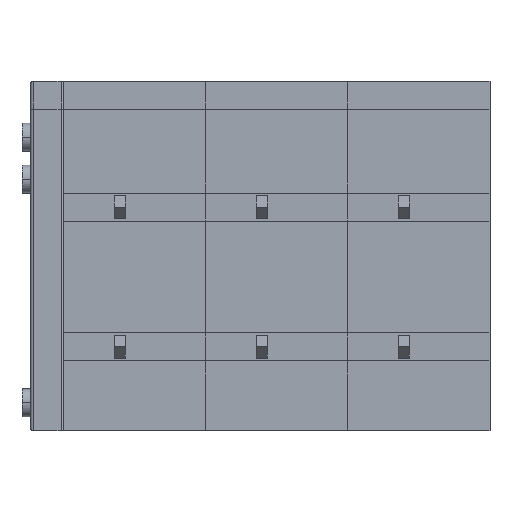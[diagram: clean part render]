
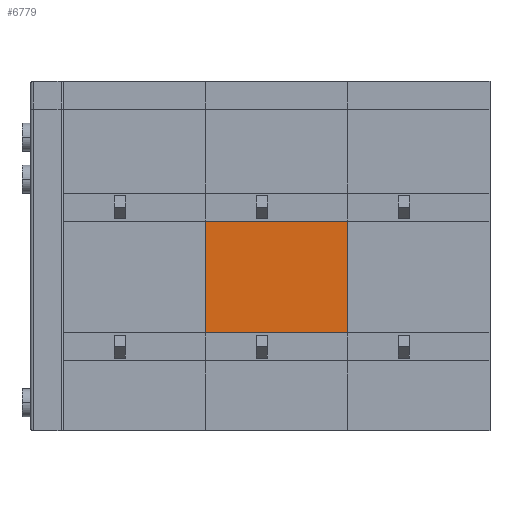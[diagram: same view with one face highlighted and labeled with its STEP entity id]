
A CAD part, front view. The second image highlights one B-rep face of the part: STEP entity #6779.
In plain terms, the highlighted face is planar.
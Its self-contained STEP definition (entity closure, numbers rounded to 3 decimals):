
#218 = VERTEX_POINT ( 'NONE', #4790 ) ;
#245 = VECTOR ( 'NONE', #12873, 1000. ) ;
#821 = LINE ( 'NONE', #8882, #3473 ) ;
#1566 = ORIENTED_EDGE ( 'NONE', *, *, #12553, .T. ) ;
#1705 = CARTESIAN_POINT ( 'NONE',  ( 5.08, -5., 0. ) ) ;
#1713 = DIRECTION ( 'NONE',  ( 0., 1., 0. ) ) ;
#1829 = FACE_OUTER_BOUND ( 'NONE', #4842, .T. ) ;
#1953 = VECTOR ( 'NONE', #1713, 1000. ) ;
#2079 = CARTESIAN_POINT ( 'NONE',  ( 0., -9., 0. ) ) ;
#2419 = LINE ( 'NONE', #8746, #10147 ) ;
#2709 = LINE ( 'NONE', #6855, #1953 ) ;
#3473 = VECTOR ( 'NONE', #6028, 1000. ) ;
#3800 = EDGE_CURVE ( 'NONE', #10470, #218, #5502, .T. ) ;
#3801 = ORIENTED_EDGE ( 'NONE', *, *, #9271, .T. ) ;
#4606 = PLANE ( 'NONE',  #4907 ) ;
#4790 = CARTESIAN_POINT ( 'NONE',  ( 5.08, -9., 0. ) ) ;
#4842 = EDGE_LOOP ( 'NONE', ( #3801, #1566, #12038, #8492 ) ) ;
#4907 = AXIS2_PLACEMENT_3D ( 'NONE', #7729, #8760, #11985 ) ;
#5106 = VERTEX_POINT ( 'NONE', #1705 ) ;
#5502 = LINE ( 'NONE', #12674, #245 ) ;
#6028 = DIRECTION ( 'NONE',  ( -1., 0., 0. ) ) ;
#6638 = CARTESIAN_POINT ( 'NONE',  ( 0., -5., 0. ) ) ;
#6779 = ADVANCED_FACE ( 'NONE', ( #1829 ), #4606, .T. ) ;
#6855 = CARTESIAN_POINT ( 'NONE',  ( 5.08, -5., 0. ) ) ;
#7441 = VERTEX_POINT ( 'NONE', #6638 ) ;
#7729 = CARTESIAN_POINT ( 'NONE',  ( 0., -5., 0. ) ) ;
#8492 = ORIENTED_EDGE ( 'NONE', *, *, #12864, .T. ) ;
#8746 = CARTESIAN_POINT ( 'NONE',  ( 0., 0., 0. ) ) ;
#8760 = DIRECTION ( 'NONE',  ( 0., 0., 1. ) ) ;
#8882 = CARTESIAN_POINT ( 'NONE',  ( 0., -5., 0. ) ) ;
#9271 = EDGE_CURVE ( 'NONE', #5106, #7441, #821, .T. ) ;
#10147 = VECTOR ( 'NONE', #12862, 1000. ) ;
#10470 = VERTEX_POINT ( 'NONE', #2079 ) ;
#11985 = DIRECTION ( 'NONE',  ( 1., 0., 0. ) ) ;
#12038 = ORIENTED_EDGE ( 'NONE', *, *, #3800, .T. ) ;
#12553 = EDGE_CURVE ( 'NONE', #7441, #10470, #2419, .T. ) ;
#12674 = CARTESIAN_POINT ( 'NONE',  ( 0., -9., 0. ) ) ;
#12862 = DIRECTION ( 'NONE',  ( 0., -1., 0. ) ) ;
#12864 = EDGE_CURVE ( 'NONE', #218, #5106, #2709, .T. ) ;
#12873 = DIRECTION ( 'NONE',  ( 1., 0., 0. ) ) ;
